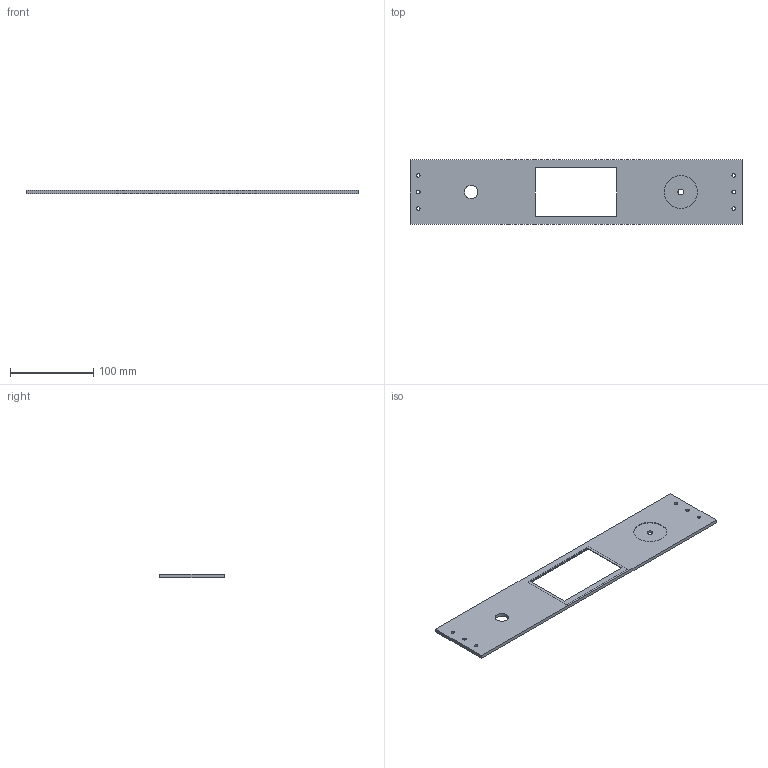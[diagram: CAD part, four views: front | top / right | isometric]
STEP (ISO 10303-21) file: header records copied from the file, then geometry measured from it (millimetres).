
FILE_DESCRIPTION(('FreeCAD Model'),'2;1');
FILE_NAME('FAV_preamp.step','2020-05-06T15:32:49',( 'Author'),(''),'Open CASCADE STEP processor 7.3','FreeCAD','Unknown' );
FILE_SCHEMA(('AUTOMOTIVE_DESIGN { 1 0 10303 214 1 1 1 1 }'));
Length unit declared in the file: millimetre
Products named in the file (2): Part; Cut010
Bounding box: 400 x 78 x 4 mm (x, y, z)
Volume: 94826.7 mm3; surface area: 56280 mm2
Topology: 1 solids, 1 shells, 25 faces, 63 edges, 42 vertices
Faces by surface type: plane 16, cylinder 9
Full cylindrical faces by diameter (mm): 4.2 x6, 7 x1, 16 x1, 40 x1
Entity records: 1802 total; most frequent: CARTESIAN_POINT 271, DIRECTION 250, LINE 145, VECTOR 145, ORIENTED_EDGE 126, PCURVE 126, DEFINITIONAL_REPRESENTATION 126, EDGE_CURVE 63
